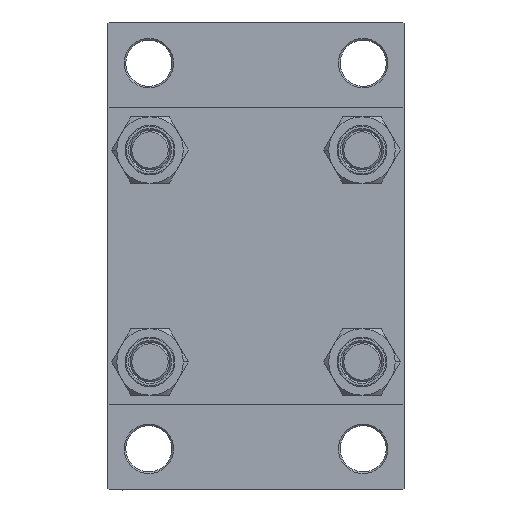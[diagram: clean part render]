
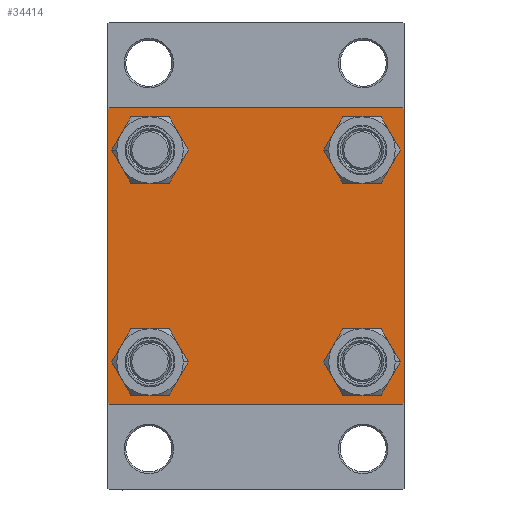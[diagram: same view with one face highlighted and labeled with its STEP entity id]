
A CAD part, left-side view. The second image highlights one B-rep face of the part: STEP entity #34414.
In plain terms, the highlighted planar face has unit normal (-1, 0, 0).
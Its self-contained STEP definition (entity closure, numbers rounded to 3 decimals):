
#102 = ORIENTED_EDGE ( 'NONE', *, *, #10399, .T. ) ;
#656 = CARTESIAN_POINT ( 'NONE',  ( 0., 45., 45. ) ) ;
#1139 = FACE_BOUND ( 'NONE', #33570, .T. ) ;
#1688 = CIRCLE ( 'NONE', #10890, 6.5 ) ;
#1702 = CARTESIAN_POINT ( 'NONE',  ( 0., -32.15, 38.65 ) ) ;
#1757 = CARTESIAN_POINT ( 'NONE',  ( 0., 32.15, 25.65 ) ) ;
#1844 = CARTESIAN_POINT ( 'NONE',  ( 0., 32.15, 32.15 ) ) ;
#2288 = VECTOR ( 'NONE', #43246, 1000. ) ;
#2678 = DIRECTION ( 'NONE',  ( 1., 0., 0. ) ) ;
#3752 = CARTESIAN_POINT ( 'NONE',  ( 0., -44.75, -44.75 ) ) ;
#4576 = CARTESIAN_POINT ( 'NONE',  ( 0., 45., 45. ) ) ;
#4717 = FACE_BOUND ( 'NONE', #13997, .T. ) ;
#4994 = AXIS2_PLACEMENT_3D ( 'NONE', #47414, #7639, #22267 ) ;
#5054 = DIRECTION ( 'NONE',  ( 0., -1., 0. ) ) ;
#5070 = EDGE_LOOP ( 'NONE', ( #16386, #102 ) ) ;
#5586 = ORIENTED_EDGE ( 'NONE', *, *, #33847, .T. ) ;
#5801 = DIRECTION ( 'NONE',  ( 0., 0.707, -0.707 ) ) ;
#7236 = VERTEX_POINT ( 'NONE', #20481 ) ;
#7545 = CARTESIAN_POINT ( 'NONE',  ( 0., -32.15, 25.65 ) ) ;
#7556 = VECTOR ( 'NONE', #5054, 1000. ) ;
#7639 = DIRECTION ( 'NONE',  ( 1., 0., 0. ) ) ;
#7781 = CARTESIAN_POINT ( 'NONE',  ( 0., 44.75, -44.75 ) ) ;
#7841 = CARTESIAN_POINT ( 'NONE',  ( 0., -44.75, 44.75 ) ) ;
#8713 = EDGE_CURVE ( 'NONE', #34457, #33543, #23036, .T. ) ;
#8812 = CARTESIAN_POINT ( 'NONE',  ( 0., -45., 44.5 ) ) ;
#9499 = DIRECTION ( 'NONE',  ( 1., 0., 0. ) ) ;
#9528 = AXIS2_PLACEMENT_3D ( 'NONE', #12864, #9499, #42549 ) ;
#9653 = VERTEX_POINT ( 'NONE', #41046 ) ;
#9873 = VERTEX_POINT ( 'NONE', #25457 ) ;
#9896 = EDGE_CURVE ( 'NONE', #30946, #21202, #45251, .T. ) ;
#10086 = AXIS2_PLACEMENT_3D ( 'NONE', #20277, #12846, #17383 ) ;
#10329 = LINE ( 'NONE', #39305, #44683 ) ;
#10399 = EDGE_CURVE ( 'NONE', #33543, #34457, #22355, .T. ) ;
#10789 = EDGE_CURVE ( 'NONE', #43097, #45697, #29981, .T. ) ;
#10813 = VECTOR ( 'NONE', #5801, 1000. ) ;
#10890 = AXIS2_PLACEMENT_3D ( 'NONE', #11087, #2678, #17327 ) ;
#11087 = CARTESIAN_POINT ( 'NONE',  ( 0., -32.15, -32.15 ) ) ;
#11109 = ORIENTED_EDGE ( 'NONE', *, *, #10789, .T. ) ;
#11251 = EDGE_LOOP ( 'NONE', ( #23872, #45713, #23068, #12669, #45886, #24916, #45291, #5586 ) ) ;
#11436 = LINE ( 'NONE', #7841, #23979 ) ;
#11462 = EDGE_CURVE ( 'NONE', #41575, #9873, #1688, .T. ) ;
#11817 = CIRCLE ( 'NONE', #9528, 6.5 ) ;
#11942 = DIRECTION ( 'NONE',  ( -1., 0., 0. ) ) ;
#12544 = ORIENTED_EDGE ( 'NONE', *, *, #23031, .T. ) ;
#12669 = ORIENTED_EDGE ( 'NONE', *, *, #19708, .T. ) ;
#12846 = DIRECTION ( 'NONE',  ( 1., 0., 0. ) ) ;
#12864 = CARTESIAN_POINT ( 'NONE',  ( 0., 32.15, 32.15 ) ) ;
#13260 = CIRCLE ( 'NONE', #43103, 6.5 ) ;
#13535 = CARTESIAN_POINT ( 'NONE',  ( 0., 32.15, -32.15 ) ) ;
#13794 = VERTEX_POINT ( 'NONE', #19302 ) ;
#13929 = AXIS2_PLACEMENT_3D ( 'NONE', #1844, #23920, #32022 ) ;
#13980 = CARTESIAN_POINT ( 'NONE',  ( 0., -32.15, 32.15 ) ) ;
#13997 = EDGE_LOOP ( 'NONE', ( #31285, #12544 ) ) ;
#14183 = LINE ( 'NONE', #46523, #10813 ) ;
#14676 = EDGE_CURVE ( 'NONE', #21117, #7236, #43583, .T. ) ;
#15212 = VECTOR ( 'NONE', #19371, 1000. ) ;
#15398 = LINE ( 'NONE', #4576, #7556 ) ;
#15506 = LINE ( 'NONE', #3752, #22555 ) ;
#15541 = FACE_BOUND ( 'NONE', #5070, .T. ) ;
#16292 = CARTESIAN_POINT ( 'NONE',  ( 0., 32.15, 38.65 ) ) ;
#16386 = ORIENTED_EDGE ( 'NONE', *, *, #8713, .T. ) ;
#17327 = DIRECTION ( 'NONE',  ( 0., 0., 1. ) ) ;
#17383 = DIRECTION ( 'NONE',  ( 0., 0., 1. ) ) ;
#18385 = VERTEX_POINT ( 'NONE', #23267 ) ;
#18642 = DIRECTION ( 'NONE',  ( 0., -0.707, 0.707 ) ) ;
#18670 = LINE ( 'NONE', #19132, #15212 ) ;
#19132 = CARTESIAN_POINT ( 'NONE',  ( 0., 45., -45. ) ) ;
#19251 = AXIS2_PLACEMENT_3D ( 'NONE', #23448, #11942, #22739 ) ;
#19302 = CARTESIAN_POINT ( 'NONE',  ( 0., -45., -44.5 ) ) ;
#19371 = DIRECTION ( 'NONE',  ( 0., -1., 0. ) ) ;
#19372 = CARTESIAN_POINT ( 'NONE',  ( 0., 32.15, -25.65 ) ) ;
#19614 = FACE_OUTER_BOUND ( 'NONE', #11251, .T. ) ;
#19708 = EDGE_CURVE ( 'NONE', #9653, #13794, #15506, .T. ) ;
#20277 = CARTESIAN_POINT ( 'NONE',  ( 0., 32.15, -32.15 ) ) ;
#20481 = CARTESIAN_POINT ( 'NONE',  ( 0., 45., -44.5 ) ) ;
#20550 = CARTESIAN_POINT ( 'NONE',  ( 0., 44.5, 45. ) ) ;
#21117 = VERTEX_POINT ( 'NONE', #40330 ) ;
#21202 = VERTEX_POINT ( 'NONE', #1702 ) ;
#22038 = EDGE_LOOP ( 'NONE', ( #11109, #28297 ) ) ;
#22267 = DIRECTION ( 'NONE',  ( 0., 0., 1. ) ) ;
#22355 = CIRCLE ( 'NONE', #10086, 6.5 ) ;
#22555 = VECTOR ( 'NONE', #18642, 1000. ) ;
#22739 = DIRECTION ( 'NONE',  ( 0., 0., 1. ) ) ;
#22975 = FACE_BOUND ( 'NONE', #22038, .T. ) ;
#23031 = EDGE_CURVE ( 'NONE', #9873, #41575, #32589, .T. ) ;
#23036 = CIRCLE ( 'NONE', #39838, 6.5 ) ;
#23068 = ORIENTED_EDGE ( 'NONE', *, *, #28333, .T. ) ;
#23267 = CARTESIAN_POINT ( 'NONE',  ( 0., -44.5, 45. ) ) ;
#23375 = CARTESIAN_POINT ( 'NONE',  ( 0., 32.15, -38.65 ) ) ;
#23448 = CARTESIAN_POINT ( 'NONE',  ( 0., 0., 0. ) ) ;
#23872 = ORIENTED_EDGE ( 'NONE', *, *, #14676, .T. ) ;
#23920 = DIRECTION ( 'NONE',  ( 1., 0., 0. ) ) ;
#23979 = VECTOR ( 'NONE', #33692, 1000. ) ;
#24916 = ORIENTED_EDGE ( 'NONE', *, *, #41203, .T. ) ;
#25457 = CARTESIAN_POINT ( 'NONE',  ( 0., -32.15, -38.65 ) ) ;
#26939 = EDGE_CURVE ( 'NONE', #27606, #18385, #15398, .T. ) ;
#27606 = VERTEX_POINT ( 'NONE', #20550 ) ;
#27664 = CARTESIAN_POINT ( 'NONE',  ( 0., 44.5, -45. ) ) ;
#28297 = ORIENTED_EDGE ( 'NONE', *, *, #44632, .T. ) ;
#28333 = EDGE_CURVE ( 'NONE', #40681, #9653, #18670, .T. ) ;
#28568 = DIRECTION ( 'NONE',  ( 0., 0., 1. ) ) ;
#29981 = CIRCLE ( 'NONE', #13929, 6.5 ) ;
#30136 = PLANE ( 'NONE',  #19251 ) ;
#30931 = EDGE_CURVE ( 'NONE', #7236, #40681, #32940, .T. ) ;
#30946 = VERTEX_POINT ( 'NONE', #7545 ) ;
#31285 = ORIENTED_EDGE ( 'NONE', *, *, #11462, .T. ) ;
#32022 = DIRECTION ( 'NONE',  ( 0., 0., 1. ) ) ;
#32152 = DIRECTION ( 'NONE',  ( 1., 0., 0. ) ) ;
#32589 = CIRCLE ( 'NONE', #4994, 6.5 ) ;
#32869 = DIRECTION ( 'NONE',  ( 0., 0., 1. ) ) ;
#32940 = LINE ( 'NONE', #7781, #2288 ) ;
#33103 = ORIENTED_EDGE ( 'NONE', *, *, #41908, .T. ) ;
#33136 = VERTEX_POINT ( 'NONE', #8812 ) ;
#33543 = VERTEX_POINT ( 'NONE', #23375 ) ;
#33570 = EDGE_LOOP ( 'NONE', ( #33103, #36488 ) ) ;
#33692 = DIRECTION ( 'NONE',  ( 0., 0.707, 0.707 ) ) ;
#33847 = EDGE_CURVE ( 'NONE', #27606, #21117, #14183, .T. ) ;
#34414 = ADVANCED_FACE ( 'NONE', ( #1139, #4717, #15541, #22975, #19614 ), #30136, .T. ) ;
#34457 = VERTEX_POINT ( 'NONE', #19372 ) ;
#35001 = DIRECTION ( 'NONE',  ( 0., 0., -1. ) ) ;
#36458 = CARTESIAN_POINT ( 'NONE',  ( 0., -32.15, 32.15 ) ) ;
#36488 = ORIENTED_EDGE ( 'NONE', *, *, #9896, .T. ) ;
#39121 = DIRECTION ( 'NONE',  ( 1., 0., 0. ) ) ;
#39305 = CARTESIAN_POINT ( 'NONE',  ( 0., -45., 45. ) ) ;
#39838 = AXIS2_PLACEMENT_3D ( 'NONE', #13535, #39863, #43701 ) ;
#39863 = DIRECTION ( 'NONE',  ( 1., 0., 0. ) ) ;
#39869 = AXIS2_PLACEMENT_3D ( 'NONE', #36458, #32152, #32869 ) ;
#40330 = CARTESIAN_POINT ( 'NONE',  ( 0., 45., 44.5 ) ) ;
#40681 = VERTEX_POINT ( 'NONE', #27664 ) ;
#41046 = CARTESIAN_POINT ( 'NONE',  ( 0., -44.5, -45. ) ) ;
#41203 = EDGE_CURVE ( 'NONE', #33136, #18385, #11436, .T. ) ;
#41575 = VERTEX_POINT ( 'NONE', #44428 ) ;
#41908 = EDGE_CURVE ( 'NONE', #21202, #30946, #13260, .T. ) ;
#42549 = DIRECTION ( 'NONE',  ( 0., 0., 1. ) ) ;
#42842 = EDGE_CURVE ( 'NONE', #33136, #13794, #10329, .T. ) ;
#43097 = VERTEX_POINT ( 'NONE', #16292 ) ;
#43103 = AXIS2_PLACEMENT_3D ( 'NONE', #13980, #39121, #28568 ) ;
#43246 = DIRECTION ( 'NONE',  ( 0., -0.707, -0.707 ) ) ;
#43583 = LINE ( 'NONE', #656, #43885 ) ;
#43701 = DIRECTION ( 'NONE',  ( 0., 0., 1. ) ) ;
#43885 = VECTOR ( 'NONE', #44525, 1000. ) ;
#44428 = CARTESIAN_POINT ( 'NONE',  ( 0., -32.15, -25.65 ) ) ;
#44525 = DIRECTION ( 'NONE',  ( 0., 0., -1. ) ) ;
#44632 = EDGE_CURVE ( 'NONE', #45697, #43097, #11817, .T. ) ;
#44683 = VECTOR ( 'NONE', #35001, 1000. ) ;
#45251 = CIRCLE ( 'NONE', #39869, 6.5 ) ;
#45291 = ORIENTED_EDGE ( 'NONE', *, *, #26939, .F. ) ;
#45697 = VERTEX_POINT ( 'NONE', #1757 ) ;
#45713 = ORIENTED_EDGE ( 'NONE', *, *, #30931, .T. ) ;
#45886 = ORIENTED_EDGE ( 'NONE', *, *, #42842, .F. ) ;
#46523 = CARTESIAN_POINT ( 'NONE',  ( 0., 44.75, 44.75 ) ) ;
#47414 = CARTESIAN_POINT ( 'NONE',  ( 0., -32.15, -32.15 ) ) ;
